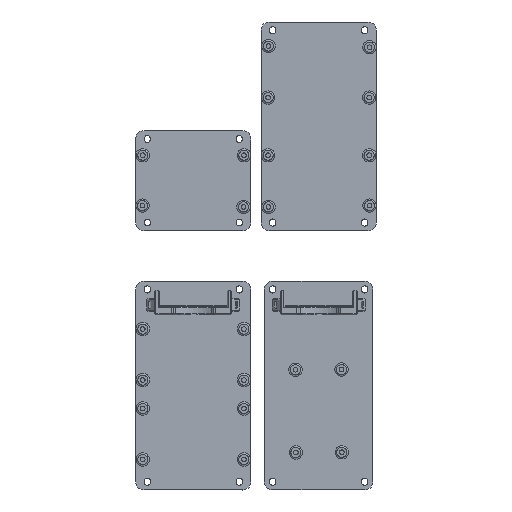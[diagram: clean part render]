
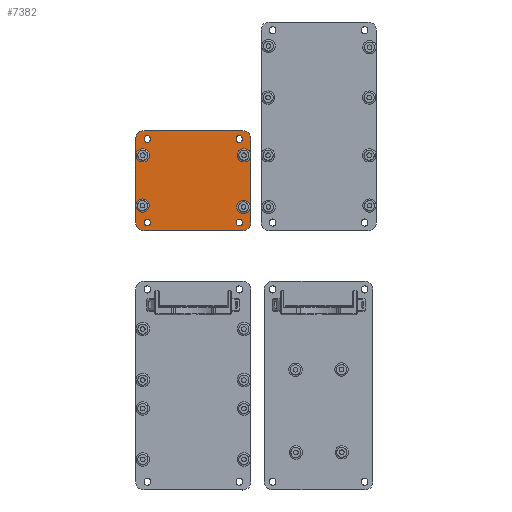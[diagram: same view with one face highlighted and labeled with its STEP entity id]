
A CAD part, top view. The second image highlights one B-rep face of the part: STEP entity #7382.
In plain terms, the highlighted planar face has unit normal (0, 0, 1).
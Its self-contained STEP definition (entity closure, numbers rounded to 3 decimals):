
#277=FACE_BOUND('',#2443,.T.);
#278=FACE_BOUND('',#2444,.T.);
#279=FACE_BOUND('',#2445,.T.);
#280=FACE_BOUND('',#2446,.T.);
#281=FACE_BOUND('',#2447,.T.);
#282=FACE_BOUND('',#2448,.T.);
#283=FACE_BOUND('',#2449,.T.);
#284=FACE_BOUND('',#2450,.T.);
#387=LINE('',#11076,#1055);
#388=LINE('',#11080,#1056);
#389=LINE('',#11084,#1057);
#390=LINE('',#11087,#1058);
#391=LINE('',#11096,#1059);
#392=LINE('',#11099,#1060);
#393=LINE('',#11104,#1061);
#394=LINE('',#11107,#1062);
#395=LINE('',#11112,#1063);
#396=LINE('',#11115,#1064);
#397=LINE('',#11120,#1065);
#398=LINE('',#11123,#1066);
#1055=VECTOR('',#8745,10.);
#1056=VECTOR('',#8748,10.);
#1057=VECTOR('',#8751,10.);
#1058=VECTOR('',#8754,10.);
#1059=VECTOR('',#8761,10.);
#1060=VECTOR('',#8764,10.);
#1061=VECTOR('',#8767,10.);
#1062=VECTOR('',#8770,10.);
#1063=VECTOR('',#8773,10.);
#1064=VECTOR('',#8776,10.);
#1065=VECTOR('',#8779,10.);
#1066=VECTOR('',#8782,10.);
#1723=PLANE('',#7901);
#1978=FACE_OUTER_BOUND('',#2442,.T.);
#2442=EDGE_LOOP('',(#5178,#5179,#5180,#5181,#5182,#5183,#5184,#5185));
#2443=EDGE_LOOP('',(#5186));
#2444=EDGE_LOOP('',(#5187));
#2445=EDGE_LOOP('',(#5188,#5189,#5190,#5191));
#2446=EDGE_LOOP('',(#5192,#5193,#5194,#5195));
#2447=EDGE_LOOP('',(#5196,#5197,#5198,#5199));
#2448=EDGE_LOOP('',(#5200,#5201,#5202,#5203));
#2449=EDGE_LOOP('',(#5204));
#2450=EDGE_LOOP('',(#5205));
#3017=CIRCLE('',#7899,4.);
#3019=CIRCLE('',#7902,5.);
#3020=CIRCLE('',#7903,5.);
#3021=CIRCLE('',#7904,5.);
#3022=CIRCLE('',#7905,5.);
#3023=CIRCLE('',#7906,4.);
#3024=CIRCLE('',#7907,4.);
#3025=CIRCLE('',#7908,1.8);
#3026=CIRCLE('',#7909,1.8);
#3027=CIRCLE('',#7910,1.8);
#3028=CIRCLE('',#7911,1.8);
#3029=CIRCLE('',#7912,1.8);
#3030=CIRCLE('',#7913,1.8);
#3031=CIRCLE('',#7914,1.8);
#3032=CIRCLE('',#7915,1.8);
#3033=CIRCLE('',#7916,4.);
#3393=VERTEX_POINT('',#11067);
#3394=VERTEX_POINT('',#11072);
#3395=VERTEX_POINT('',#11073);
#3396=VERTEX_POINT('',#11075);
#3397=VERTEX_POINT('',#11077);
#3398=VERTEX_POINT('',#11079);
#3399=VERTEX_POINT('',#11081);
#3400=VERTEX_POINT('',#11083);
#3401=VERTEX_POINT('',#11085);
#3402=VERTEX_POINT('',#11088);
#3403=VERTEX_POINT('',#11090);
#3404=VERTEX_POINT('',#11092);
#3405=VERTEX_POINT('',#11093);
#3406=VERTEX_POINT('',#11095);
#3407=VERTEX_POINT('',#11097);
#3408=VERTEX_POINT('',#11100);
#3409=VERTEX_POINT('',#11101);
#3410=VERTEX_POINT('',#11103);
#3411=VERTEX_POINT('',#11105);
#3412=VERTEX_POINT('',#11108);
#3413=VERTEX_POINT('',#11109);
#3414=VERTEX_POINT('',#11111);
#3415=VERTEX_POINT('',#11113);
#3416=VERTEX_POINT('',#11116);
#3417=VERTEX_POINT('',#11117);
#3418=VERTEX_POINT('',#11119);
#3419=VERTEX_POINT('',#11121);
#3420=VERTEX_POINT('',#11124);
#4083=EDGE_CURVE('',#3393,#3393,#3017,.T.);
#4085=EDGE_CURVE('',#3394,#3395,#3019,.T.);
#4086=EDGE_CURVE('',#3394,#3396,#387,.T.);
#4087=EDGE_CURVE('',#3397,#3396,#3020,.T.);
#4088=EDGE_CURVE('',#3397,#3398,#388,.F.);
#4089=EDGE_CURVE('',#3399,#3398,#3021,.T.);
#4090=EDGE_CURVE('',#3399,#3400,#389,.T.);
#4091=EDGE_CURVE('',#3401,#3400,#3022,.T.);
#4092=EDGE_CURVE('',#3401,#3395,#390,.F.);
#4093=EDGE_CURVE('',#3402,#3402,#3023,.T.);
#4094=EDGE_CURVE('',#3403,#3403,#3024,.T.);
#4095=EDGE_CURVE('',#3404,#3405,#3025,.T.);
#4096=EDGE_CURVE('',#3405,#3406,#391,.T.);
#4097=EDGE_CURVE('',#3406,#3407,#3026,.T.);
#4098=EDGE_CURVE('',#3407,#3404,#392,.T.);
#4099=EDGE_CURVE('',#3408,#3409,#3027,.T.);
#4100=EDGE_CURVE('',#3409,#3410,#393,.T.);
#4101=EDGE_CURVE('',#3410,#3411,#3028,.T.);
#4102=EDGE_CURVE('',#3411,#3408,#394,.T.);
#4103=EDGE_CURVE('',#3412,#3413,#3029,.T.);
#4104=EDGE_CURVE('',#3413,#3414,#395,.T.);
#4105=EDGE_CURVE('',#3414,#3415,#3030,.T.);
#4106=EDGE_CURVE('',#3415,#3412,#396,.T.);
#4107=EDGE_CURVE('',#3416,#3417,#3031,.T.);
#4108=EDGE_CURVE('',#3417,#3418,#397,.T.);
#4109=EDGE_CURVE('',#3418,#3419,#3032,.T.);
#4110=EDGE_CURVE('',#3419,#3416,#398,.T.);
#4111=EDGE_CURVE('',#3420,#3420,#3033,.T.);
#5178=ORIENTED_EDGE('',*,*,#4085,.F.);
#5179=ORIENTED_EDGE('',*,*,#4086,.T.);
#5180=ORIENTED_EDGE('',*,*,#4087,.F.);
#5181=ORIENTED_EDGE('',*,*,#4088,.T.);
#5182=ORIENTED_EDGE('',*,*,#4089,.F.);
#5183=ORIENTED_EDGE('',*,*,#4090,.T.);
#5184=ORIENTED_EDGE('',*,*,#4091,.F.);
#5185=ORIENTED_EDGE('',*,*,#4092,.T.);
#5186=ORIENTED_EDGE('',*,*,#4093,.F.);
#5187=ORIENTED_EDGE('',*,*,#4094,.F.);
#5188=ORIENTED_EDGE('',*,*,#4095,.T.);
#5189=ORIENTED_EDGE('',*,*,#4096,.T.);
#5190=ORIENTED_EDGE('',*,*,#4097,.T.);
#5191=ORIENTED_EDGE('',*,*,#4098,.T.);
#5192=ORIENTED_EDGE('',*,*,#4099,.T.);
#5193=ORIENTED_EDGE('',*,*,#4100,.T.);
#5194=ORIENTED_EDGE('',*,*,#4101,.T.);
#5195=ORIENTED_EDGE('',*,*,#4102,.T.);
#5196=ORIENTED_EDGE('',*,*,#4103,.T.);
#5197=ORIENTED_EDGE('',*,*,#4104,.T.);
#5198=ORIENTED_EDGE('',*,*,#4105,.T.);
#5199=ORIENTED_EDGE('',*,*,#4106,.T.);
#5200=ORIENTED_EDGE('',*,*,#4107,.T.);
#5201=ORIENTED_EDGE('',*,*,#4108,.T.);
#5202=ORIENTED_EDGE('',*,*,#4109,.T.);
#5203=ORIENTED_EDGE('',*,*,#4110,.T.);
#5204=ORIENTED_EDGE('',*,*,#4111,.F.);
#5205=ORIENTED_EDGE('',*,*,#4083,.F.);
#7382=ADVANCED_FACE('',(#1978,#277,#278,#279,#280,#281,#282,#283,#284),
#1723,.T.);
#7899=AXIS2_PLACEMENT_3D('',#11069,#8737,#8738);
#7901=AXIS2_PLACEMENT_3D('',#11071,#8741,#8742);
#7902=AXIS2_PLACEMENT_3D('',#11074,#8743,#8744);
#7903=AXIS2_PLACEMENT_3D('',#11078,#8746,#8747);
#7904=AXIS2_PLACEMENT_3D('',#11082,#8749,#8750);
#7905=AXIS2_PLACEMENT_3D('',#11086,#8752,#8753);
#7906=AXIS2_PLACEMENT_3D('',#11089,#8755,#8756);
#7907=AXIS2_PLACEMENT_3D('',#11091,#8757,#8758);
#7908=AXIS2_PLACEMENT_3D('',#11094,#8759,#8760);
#7909=AXIS2_PLACEMENT_3D('',#11098,#8762,#8763);
#7910=AXIS2_PLACEMENT_3D('',#11102,#8765,#8766);
#7911=AXIS2_PLACEMENT_3D('',#11106,#8768,#8769);
#7912=AXIS2_PLACEMENT_3D('',#11110,#8771,#8772);
#7913=AXIS2_PLACEMENT_3D('',#11114,#8774,#8775);
#7914=AXIS2_PLACEMENT_3D('',#11118,#8777,#8778);
#7915=AXIS2_PLACEMENT_3D('',#11122,#8780,#8781);
#7916=AXIS2_PLACEMENT_3D('',#11125,#8783,#8784);
#8737=DIRECTION('center_axis',(0.,0.,1.));
#8738=DIRECTION('ref_axis',(1.,0.,0.));
#8741=DIRECTION('center_axis',(0.,0.,1.));
#8742=DIRECTION('ref_axis',(1.,0.,0.));
#8743=DIRECTION('center_axis',(0.,0.,-1.));
#8744=DIRECTION('ref_axis',(-0.707,-0.707,0.));
#8745=DIRECTION('',(1.,0.,0.));
#8746=DIRECTION('center_axis',(0.,0.,-1.));
#8747=DIRECTION('ref_axis',(0.707,-0.707,0.));
#8748=DIRECTION('',(0.,-1.,0.));
#8749=DIRECTION('center_axis',(0.,0.,-1.));
#8750=DIRECTION('ref_axis',(0.707,0.707,0.));
#8751=DIRECTION('',(-1.,0.,0.));
#8752=DIRECTION('center_axis',(0.,0.,-1.));
#8753=DIRECTION('ref_axis',(-0.707,0.707,0.));
#8754=DIRECTION('',(0.,1.,0.));
#8755=DIRECTION('center_axis',(0.,0.,1.));
#8756=DIRECTION('ref_axis',(1.,0.,0.));
#8757=DIRECTION('center_axis',(0.,0.,1.));
#8758=DIRECTION('ref_axis',(1.,0.,0.));
#8759=DIRECTION('center_axis',(0.,0.,-1.));
#8760=DIRECTION('ref_axis',(1.,0.,0.));
#8761=DIRECTION('',(0.,-1.,0.));
#8762=DIRECTION('center_axis',(0.,0.,-1.));
#8763=DIRECTION('ref_axis',(-1.,0.,0.));
#8764=DIRECTION('',(0.,1.,0.));
#8765=DIRECTION('center_axis',(0.,0.,-1.));
#8766=DIRECTION('ref_axis',(-1.,0.,0.));
#8767=DIRECTION('',(0.,1.,0.));
#8768=DIRECTION('center_axis',(0.,0.,-1.));
#8769=DIRECTION('ref_axis',(1.,0.,0.));
#8770=DIRECTION('',(0.,-1.,0.));
#8771=DIRECTION('center_axis',(0.,0.,-1.));
#8772=DIRECTION('ref_axis',(1.,0.,0.));
#8773=DIRECTION('',(0.,-1.,0.));
#8774=DIRECTION('center_axis',(0.,0.,-1.));
#8775=DIRECTION('ref_axis',(-1.,0.,0.));
#8776=DIRECTION('',(0.,1.,0.));
#8777=DIRECTION('center_axis',(0.,0.,-1.));
#8778=DIRECTION('ref_axis',(-1.,0.,0.));
#8779=DIRECTION('',(0.,1.,0.));
#8780=DIRECTION('center_axis',(0.,0.,-1.));
#8781=DIRECTION('ref_axis',(1.,0.,0.));
#8782=DIRECTION('',(0.,-1.,0.));
#8783=DIRECTION('center_axis',(0.,0.,1.));
#8784=DIRECTION('ref_axis',(1.,0.,0.));
#11067=CARTESIAN_POINT('',(-3.44,29.379,3.));
#11069=CARTESIAN_POINT('Origin',(-7.44,29.379,3.));
#11071=CARTESIAN_POINT('Origin',(-37.5,45.,3.));
#11072=CARTESIAN_POINT('',(-67.,15.,3.));
#11073=CARTESIAN_POINT('',(-72.,20.,3.));
#11074=CARTESIAN_POINT('Origin',(-67.,20.,3.));
#11075=CARTESIAN_POINT('',(-8.,15.,3.));
#11076=CARTESIAN_POINT('',(-10.,15.,3.));
#11077=CARTESIAN_POINT('',(-3.,20.,3.));
#11078=CARTESIAN_POINT('Origin',(-8.,20.,3.));
#11079=CARTESIAN_POINT('',(-3.,70.,3.));
#11080=CARTESIAN_POINT('',(-3.,32.5,3.));
#11081=CARTESIAN_POINT('',(-8.,75.,3.));
#11082=CARTESIAN_POINT('Origin',(-8.,70.,3.));
#11083=CARTESIAN_POINT('',(-67.,75.,3.));
#11084=CARTESIAN_POINT('',(-65.,75.,3.));
#11085=CARTESIAN_POINT('',(-72.,70.,3.));
#11086=CARTESIAN_POINT('Origin',(-67.,70.,3.));
#11087=CARTESIAN_POINT('',(-72.,57.5,3.));
#11088=CARTESIAN_POINT('',(-3.25,60.25,3.));
#11089=CARTESIAN_POINT('Origin',(-7.25,60.25,3.));
#11090=CARTESIAN_POINT('',(-63.935,30.123,3.));
#11091=CARTESIAN_POINT('Origin',(-67.935,30.123,3.));
#11092=CARTESIAN_POINT('',(-66.8,70.25,3.));
#11093=CARTESIAN_POINT('',(-63.2,70.25,3.));
#11094=CARTESIAN_POINT('Origin',(-65.,70.25,3.));
#11095=CARTESIAN_POINT('',(-63.2,69.75,3.));
#11096=CARTESIAN_POINT('',(-63.2,69.75,3.));
#11097=CARTESIAN_POINT('',(-66.8,69.75,3.));
#11098=CARTESIAN_POINT('Origin',(-65.,69.75,3.));
#11099=CARTESIAN_POINT('',(-66.8,70.25,3.));
#11100=CARTESIAN_POINT('',(-63.2,19.75,3.));
#11101=CARTESIAN_POINT('',(-66.8,19.75,3.));
#11102=CARTESIAN_POINT('Origin',(-65.,19.75,3.));
#11103=CARTESIAN_POINT('',(-66.8,20.25,3.));
#11104=CARTESIAN_POINT('',(-66.8,19.75,3.));
#11105=CARTESIAN_POINT('',(-63.2,20.25,3.));
#11106=CARTESIAN_POINT('Origin',(-65.,20.25,3.));
#11107=CARTESIAN_POINT('',(-63.2,20.25,3.));
#11108=CARTESIAN_POINT('',(-11.8,70.25,3.));
#11109=CARTESIAN_POINT('',(-8.2,70.25,3.));
#11110=CARTESIAN_POINT('Origin',(-10.,70.25,3.));
#11111=CARTESIAN_POINT('',(-8.2,69.75,3.));
#11112=CARTESIAN_POINT('',(-8.2,70.25,3.));
#11113=CARTESIAN_POINT('',(-11.8,69.75,3.));
#11114=CARTESIAN_POINT('Origin',(-10.,69.75,3.));
#11115=CARTESIAN_POINT('',(-11.8,69.75,3.));
#11116=CARTESIAN_POINT('',(-8.2,19.75,3.));
#11117=CARTESIAN_POINT('',(-11.8,19.75,3.));
#11118=CARTESIAN_POINT('Origin',(-10.,19.75,3.));
#11119=CARTESIAN_POINT('',(-11.8,20.25,3.));
#11120=CARTESIAN_POINT('',(-11.8,20.25,3.));
#11121=CARTESIAN_POINT('',(-8.2,20.25,3.));
#11122=CARTESIAN_POINT('Origin',(-10.,20.25,3.));
#11123=CARTESIAN_POINT('',(-8.2,19.75,3.));
#11124=CARTESIAN_POINT('',(-63.75,60.25,3.));
#11125=CARTESIAN_POINT('Origin',(-67.75,60.25,3.));
